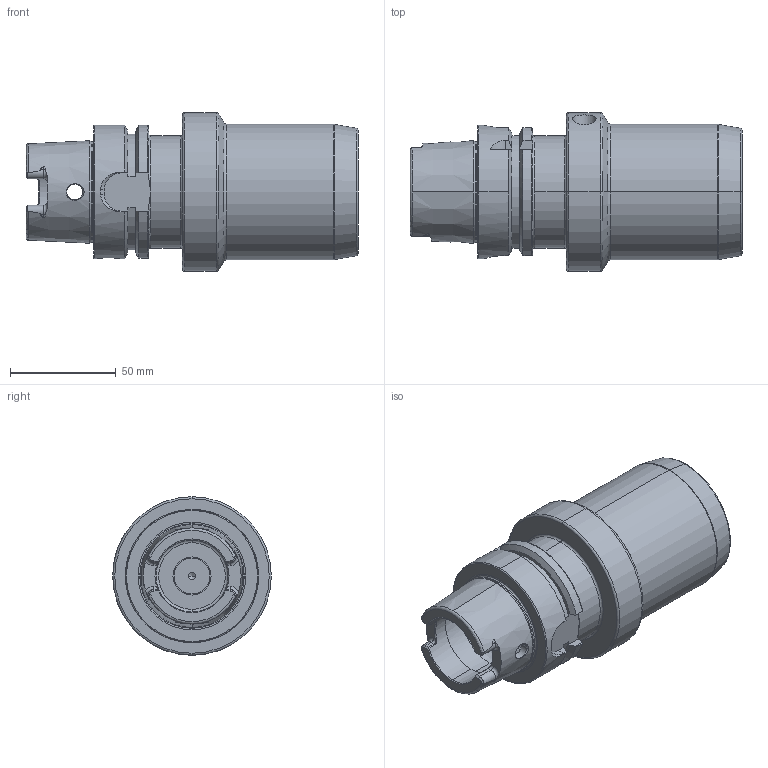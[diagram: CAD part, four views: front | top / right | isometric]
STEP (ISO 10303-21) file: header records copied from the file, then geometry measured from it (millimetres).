
FILE_DESCRIPTION((''),'2;1');
FILE_NAME('HSK63A-HC1-1_4-4_92-157125','2018-07-06T',('user'),(''),'PRO/ENGINEER BY PARAMETRIC TECHNOLOGY CORPORATION, 2015200','PRO/ENGINEER BY PARAMETRIC TECHNOLOGY CORPORATION, 2015200','');
FILE_SCHEMA(('CONFIG_CONTROL_DESIGN'));
Length unit declared in the file: millimetre
Products named in the file (1): HSK63A-HC1-1_4-4_92-157125
Bounding box: 157 x 75 x 75 mm (x, y, z)
Volume: 359562.2 mm3; surface area: 51602.8 mm2
Topology: 1 solids, 2 shells, 190 faces, 474 edges, 291 vertices
Faces by surface type: plane 65, cylinder 51, cone 37, torus 33, bspline 4
Entity records: 6363 total; most frequent: CARTESIAN_POINT 1838, DIRECTION 944, ORIENTED_EDGE 940, EDGE_CURVE 472, AXIS2_PLACEMENT_3D 372, VERTEX_POINT 291, EDGE_LOOP 201, VECTOR 200
